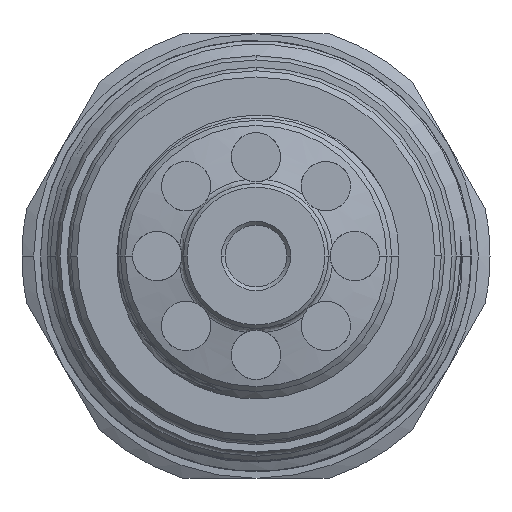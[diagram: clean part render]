
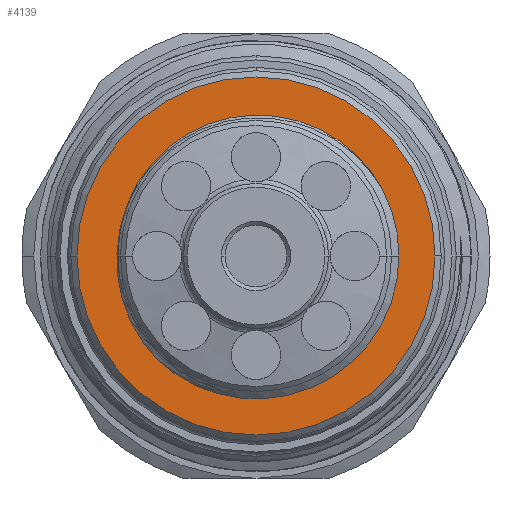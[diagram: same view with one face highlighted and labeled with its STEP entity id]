
A CAD part, left-side view. The second image highlights one B-rep face of the part: STEP entity #4139.
In plain terms, the highlighted planar face has unit normal (-1, 0, 0).
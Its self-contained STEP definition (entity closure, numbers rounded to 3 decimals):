
#24 = DIRECTION ( 'NONE',  ( -1., 0., 0. ) ) ;
#45 = DIRECTION ( 'NONE',  ( 0., 0., -1. ) ) ;
#151 = CIRCLE ( 'NONE', #4520, 14.5 ) ;
#441 = VERTEX_POINT ( 'NONE', #4210 ) ;
#524 = CARTESIAN_POINT ( 'NONE',  ( -47.85, 10.366, -4.843 ) ) ;
#630 = CARTESIAN_POINT ( 'NONE',  ( -47.85, 10.166, 4.691 ) ) ;
#673 = CARTESIAN_POINT ( 'NONE',  ( -47.85, 10.519, -4.461 ) ) ;
#730 = CARTESIAN_POINT ( 'NONE',  ( -47.85, 11.15, 1.579 ) ) ;
#784 = CARTESIAN_POINT ( 'NONE',  ( -47.85, 1.281, 11.146 ) ) ;
#890 = CIRCLE ( 'NONE', #7800, 14.5 ) ;
#1792 = CARTESIAN_POINT ( 'NONE',  ( -47.85, 11.095, -2.496 ) ) ;
#1896 = CARTESIAN_POINT ( 'NONE',  ( -47.85, 5.872, 9.503 ) ) ;
#1946 = CARTESIAN_POINT ( 'NONE',  ( -47.85, 11.233, -1.28 ) ) ;
#2008 = CARTESIAN_POINT ( 'NONE',  ( -47.85, 2.49, 10.906 ) ) ;
#2047 = CARTESIAN_POINT ( 'NONE',  ( -47.85, -8.419, 7.79 ) ) ;
#2090 = CIRCLE ( 'NONE', #4344, 11.58 ) ;
#2972 = CARTESIAN_POINT ( 'NONE',  ( -47.85, 11.258, 0.361 ) ) ;
#3079 = CARTESIAN_POINT ( 'NONE',  ( -47.85, 2.89, 10.804 ) ) ;
#3181 = CARTESIAN_POINT ( 'NONE',  ( -47.85, 9.368, 6.108 ) ) ;
#3225 = AXIS2_PLACEMENT_3D ( 'NONE', #3476, #15694, #4867 ) ;
#3236 = CARTESIAN_POINT ( 'NONE',  ( -47.85, -0.753, 11.195 ) ) ;
#3286 = CARTESIAN_POINT ( 'NONE',  ( -47.85, -9.504, 6.562 ) ) ;
#3476 = CARTESIAN_POINT ( 'NONE',  ( -47.85, 0., 0. ) ) ;
#3614 = B_SPLINE_CURVE_WITH_KNOTS ( 'NONE', 3,
 ( #5645, #8022, #4319, #14056, #4371, #4416, #7865, #524, #673, #10291, #1792, #1946, #9169, #15312, #2972, #730, #9331, #12936, #10505, #630, #10404, #14159, #3181, #7966, #6802, #10351, #9222, #11699, #1896, #5481, #12990, #11755, #14213, #3079, #2008, #784, #10557, #3236, #13042, #15508, #4513, #13104, #5755, #11810, #9386, #4464, #5701, #2047, #10619, #3286, #11859, #14268 ),
 .UNSPECIFIED., .F., .F.,
 ( 4, 2, 2, 2, 2, 2, 2, 2, 2, 2, 2, 2, 2, 2, 2, 2, 2, 2, 2, 2, 2, 2, 2, 2, 2, 4 ),
 ( 0.006, 0.007, 0.009, 0.01, 0.011, 0.014, 0.015, 0.016, 0.019, 0.02, 0.021, 0.022, 0.024, 0.026, 0.027, 0.028, 0.03, 0.031, 0.033, 0.035, 0.036, 0.038, 0.041, 0.042, 0.043, 0.046 ),
 .UNSPECIFIED. ) ;
#3806 = DIRECTION ( 'NONE',  ( 0., 1., 0. ) ) ;
#4139 = ADVANCED_FACE ( 'NONE', ( #9231, #5413 ), #10790, .F. ) ;
#4210 = CARTESIAN_POINT ( 'NONE',  ( -47.85, -14.5, 0. ) ) ;
#4319 = CARTESIAN_POINT ( 'NONE',  ( -47.85, 8.684, -7.629 ) ) ;
#4344 = AXIS2_PLACEMENT_3D ( 'NONE', #11128, #9680, #15856 ) ;
#4371 = CARTESIAN_POINT ( 'NONE',  ( -47.85, 9.41, -6.638 ) ) ;
#4416 = CARTESIAN_POINT ( 'NONE',  ( -47.85, 9.83, -5.941 ) ) ;
#4464 = CARTESIAN_POINT ( 'NONE',  ( -47.85, -7.511, 8.612 ) ) ;
#4468 = ORIENTED_EDGE ( 'NONE', *, *, #12103, .T. ) ;
#4513 = CARTESIAN_POINT ( 'NONE',  ( -47.85, -2.382, 10.991 ) ) ;
#4520 = AXIS2_PLACEMENT_3D ( 'NONE', #5963, #15825, #14542 ) ;
#4867 = DIRECTION ( 'NONE',  ( 0., 1., 0. ) ) ;
#5060 = VERTEX_POINT ( 'NONE', #15803 ) ;
#5413 = FACE_BOUND ( 'NONE', #13757, .T. ) ;
#5481 = CARTESIAN_POINT ( 'NONE',  ( -47.85, 5.16, 9.909 ) ) ;
#5645 = CARTESIAN_POINT ( 'NONE',  ( -47.85, 8.135, -8.241 ) ) ;
#5701 = CARTESIAN_POINT ( 'NONE',  ( -47.85, -7.823, 8.35 ) ) ;
#5755 = CARTESIAN_POINT ( 'NONE',  ( -47.85, -4.343, 10.449 ) ) ;
#5963 = CARTESIAN_POINT ( 'NONE',  ( -47.85, 0., 0. ) ) ;
#6284 = VERTEX_POINT ( 'NONE', #14186 ) ;
#6596 = EDGE_CURVE ( 'NONE', #5060, #6284, #7520, .T. ) ;
#6611 = AXIS2_PLACEMENT_3D ( 'NONE', #13670, #7383, #45 ) ;
#6802 = CARTESIAN_POINT ( 'NONE',  ( -47.85, 8.633, 7.098 ) ) ;
#7383 = DIRECTION ( 'NONE',  ( 1., 0., 0. ) ) ;
#7520 = CIRCLE ( 'NONE', #6611, 11.58 ) ;
#7800 = AXIS2_PLACEMENT_3D ( 'NONE', #9894, #24, #3806 ) ;
#7865 = CARTESIAN_POINT ( 'NONE',  ( -47.85, 10.022, -5.582 ) ) ;
#7966 = CARTESIAN_POINT ( 'NONE',  ( -47.85, 8.892, 6.774 ) ) ;
#8022 = CARTESIAN_POINT ( 'NONE',  ( -47.85, 8.416, -7.944 ) ) ;
#8029 = ORIENTED_EDGE ( 'NONE', *, *, #9243, .T. ) ;
#8751 = CARTESIAN_POINT ( 'NONE',  ( -47.85, -10.359, 5.175 ) ) ;
#9169 = CARTESIAN_POINT ( 'NONE',  ( -47.85, 11.26, -0.872 ) ) ;
#9222 = CARTESIAN_POINT ( 'NONE',  ( -47.85, 7.213, 8.559 ) ) ;
#9231 = FACE_OUTER_BOUND ( 'NONE', #14164, .T. ) ;
#9243 = EDGE_CURVE ( 'NONE', #6284, #15248, #3614, .T. ) ;
#9331 = CARTESIAN_POINT ( 'NONE',  ( -47.85, 10.995, 2.377 ) ) ;
#9386 = CARTESIAN_POINT ( 'NONE',  ( -47.85, -6.54, 9.345 ) ) ;
#9680 = DIRECTION ( 'NONE',  ( 1., 0., 0. ) ) ;
#9894 = CARTESIAN_POINT ( 'NONE',  ( -47.85, 0., 0. ) ) ;
#10291 = CARTESIAN_POINT ( 'NONE',  ( -47.85, 10.917, -3.291 ) ) ;
#10351 = CARTESIAN_POINT ( 'NONE',  ( -47.85, 7.816, 8.014 ) ) ;
#10404 = CARTESIAN_POINT ( 'NONE',  ( -47.85, 9.985, 5.056 ) ) ;
#10505 = CARTESIAN_POINT ( 'NONE',  ( -47.85, 10.488, 3.942 ) ) ;
#10557 = CARTESIAN_POINT ( 'NONE',  ( -47.85, 0.47, 11.217 ) ) ;
#10619 = CARTESIAN_POINT ( 'NONE',  ( -47.85, -8.705, 7.491 ) ) ;
#10673 = ORIENTED_EDGE ( 'NONE', *, *, #11798, .T. ) ;
#10790 = PLANE ( 'NONE',  #3225 ) ;
#11128 = CARTESIAN_POINT ( 'NONE',  ( -47.85, 0., 0. ) ) ;
#11699 = CARTESIAN_POINT ( 'NONE',  ( -47.85, 6.22, 9.278 ) ) ;
#11755 = CARTESIAN_POINT ( 'NONE',  ( -47.85, 4.05, 10.417 ) ) ;
#11798 = EDGE_CURVE ( 'NONE', #14536, #441, #151, .T. ) ;
#11810 = CARTESIAN_POINT ( 'NONE',  ( -47.85, -5.841, 9.763 ) ) ;
#11859 = CARTESIAN_POINT ( 'NONE',  ( -47.85, -9.967, 5.894 ) ) ;
#12103 = EDGE_CURVE ( 'NONE', #15248, #5060, #2090, .T. ) ;
#12457 = CARTESIAN_POINT ( 'NONE',  ( -47.85, 14.5, 0. ) ) ;
#12936 = CARTESIAN_POINT ( 'NONE',  ( -47.85, 10.631, 3.554 ) ) ;
#12990 = CARTESIAN_POINT ( 'NONE',  ( -47.85, 4.796, 10.092 ) ) ;
#13042 = CARTESIAN_POINT ( 'NONE',  ( -47.85, -1.163, 11.165 ) ) ;
#13103 = EDGE_CURVE ( 'NONE', #441, #14536, #890, .T. ) ;
#13104 = CARTESIAN_POINT ( 'NONE',  ( -47.85, -3.572, 10.714 ) ) ;
#13264 = ORIENTED_EDGE ( 'NONE', *, *, #6596, .T. ) ;
#13670 = CARTESIAN_POINT ( 'NONE',  ( -47.85, 0., 0. ) ) ;
#13757 = EDGE_LOOP ( 'NONE', ( #8029, #4468, #13264 ) ) ;
#14056 = CARTESIAN_POINT ( 'NONE',  ( -47.85, 9.181, -6.975 ) ) ;
#14159 = CARTESIAN_POINT ( 'NONE',  ( -47.85, 9.586, 5.764 ) ) ;
#14164 = EDGE_LOOP ( 'NONE', ( #10673, #15439 ) ) ;
#14186 = CARTESIAN_POINT ( 'NONE',  ( -47.85, 8.135, -8.241 ) ) ;
#14213 = CARTESIAN_POINT ( 'NONE',  ( -47.85, 3.669, 10.559 ) ) ;
#14268 = CARTESIAN_POINT ( 'NONE',  ( -47.85, -10.359, 5.175 ) ) ;
#14536 = VERTEX_POINT ( 'NONE', #12457 ) ;
#14542 = DIRECTION ( 'NONE',  ( 0., 1., 0. ) ) ;
#15248 = VERTEX_POINT ( 'NONE', #8751 ) ;
#15312 = CARTESIAN_POINT ( 'NONE',  ( -47.85, 11.273, -0.048 ) ) ;
#15439 = ORIENTED_EDGE ( 'NONE', *, *, #13103, .T. ) ;
#15508 = CARTESIAN_POINT ( 'NONE',  ( -47.85, -1.98, 11.063 ) ) ;
#15694 = DIRECTION ( 'NONE',  ( 1., 0., 0. ) ) ;
#15803 = CARTESIAN_POINT ( 'NONE',  ( -47.85, -11.58, 0. ) ) ;
#15825 = DIRECTION ( 'NONE',  ( -1., 0., 0. ) ) ;
#15856 = DIRECTION ( 'NONE',  ( 0., 0., -1. ) ) ;
